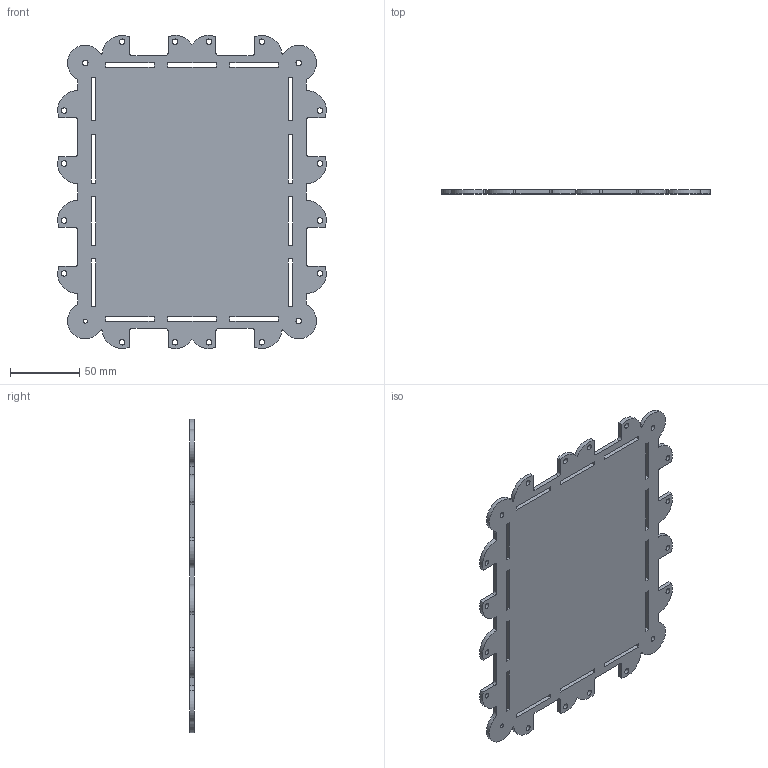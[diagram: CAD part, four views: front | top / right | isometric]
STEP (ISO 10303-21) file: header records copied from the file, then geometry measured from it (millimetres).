
FILE_DESCRIPTION(/* description */ (''),/* implementation_level */ '2;1');
FILE_NAME(/* name */ '5-Electronics cover.step',/* time_stamp */ '2018-10-11T14:14:45+02:00',/* author */ ('Rodrigo HC'),/* organization */ (''),/* preprocessor_version */ 'ST-DEVELOPER v16.1',/* originating_system */ 'Autodesk Inventor 2016',/* authorisation */ '');
FILE_SCHEMA (('AUTOMOTIVE_DESIGN { 1 0 10303 214 3 1 1 }'));
Length unit declared in the file: millimetre
Products named in the file (1): baseTECHO
Bounding box: 194.58 x 3 x 226.92 mm (x, y, z)
Volume: 107137.9 mm3; surface area: 78602.4 mm2
Topology: 1 solids, 1 shells, 156 faces, 462 edges, 308 vertices
Faces by surface type: plane 88, cylinder 68
Full cylindrical faces by diameter (mm): 3 x1, 4 x19
Entity records: 5302 total; most frequent: CARTESIAN_POINT 907, DIRECTION 892, ORIENTED_EDGE 884, EDGE_CURVE 442, VERTEX_POINT 308, LINE 306, VECTOR 306, AXIS2_PLACEMENT_3D 293
